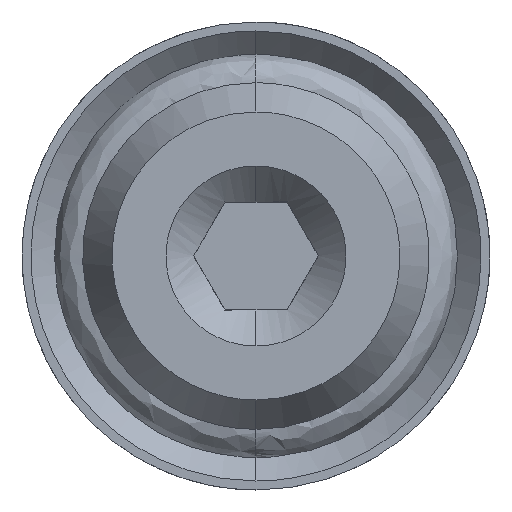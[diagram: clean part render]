
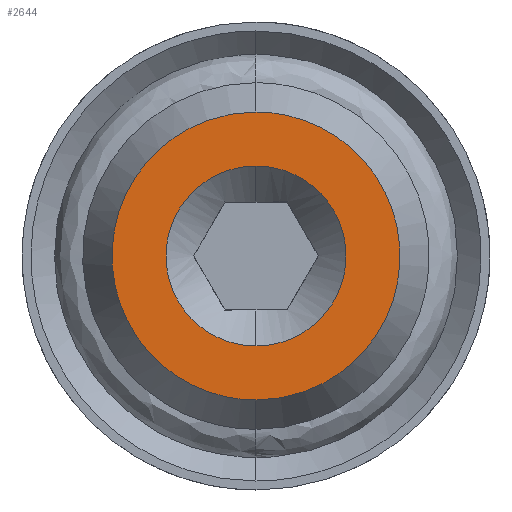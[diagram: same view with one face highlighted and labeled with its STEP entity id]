
A CAD part, front view. The second image highlights one B-rep face of the part: STEP entity #2644.
In plain terms, the highlighted free-form (B-spline) face has degree [1, 1] with [2, 2] control points.
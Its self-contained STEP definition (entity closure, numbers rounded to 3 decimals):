
#19 = B_SPLINE_CURVE_WITH_KNOTS ( 'NONE', 3,
 ( #2095, #1553, #1258, #693, #1829, #2383, #1275, #1561, #3494, #2345, #669, #954, #2141, #1603, #186, #1588, #463, #2706 ),
 .UNSPECIFIED., .F., .F.,
 ( 4, 2, 2, 2, 2, 2, 2, 2, 4 ),
 ( 0., 0.393, 0.785, 1.178, 1.571, 1.963, 2.356, 2.749, 3.142 ),
 .UNSPECIFIED. ) ;
#106 = CARTESIAN_POINT ( 'NONE',  ( 0., 0., 4. ) ) ;
#119 = CARTESIAN_POINT ( 'NONE',  ( 0., 0., -2.5 ) ) ;
#127 = VERTEX_POINT ( 'NONE', #794 ) ;
#174 = EDGE_CURVE ( 'NONE', #2456, #1810, #330, .T. ) ;
#186 = CARTESIAN_POINT ( 'NONE',  ( -1.26, 0., 2.184 ) ) ;
#267 = CARTESIAN_POINT ( 'NONE',  ( 2.184, 0., 1.26 ) ) ;
#299 = ORIENTED_EDGE ( 'NONE', *, *, #174, .T. ) ;
#330 = B_SPLINE_CURVE_WITH_KNOTS ( 'NONE', 3,
 ( #3546, #3296, #830, #3601, #1114, #1688, #267, #2784, #3059, #3325, #3043, #3338, #3615, #1395, #2508, #2227, #545, #1958 ),
 .UNSPECIFIED., .F., .F.,
 ( 4, 2, 2, 2, 2, 2, 2, 2, 4 ),
 ( 0., 0.393, 0.785, 1.178, 1.571, 1.963, 2.356, 2.749, 3.142 ),
 .UNSPECIFIED. ) ;
#422 = CARTESIAN_POINT ( 'NONE',  ( 3.2, 0., -2.457 ) ) ;
#432 = CARTESIAN_POINT ( 'NONE',  ( 0.525, 0., -4. ) ) ;
#463 = CARTESIAN_POINT ( 'NONE',  ( -0.328, 0., 2.5 ) ) ;
#483 = CARTESIAN_POINT ( 'NONE',  ( -4., 0., 0.525 ) ) ;
#545 = CARTESIAN_POINT ( 'NONE',  ( 0.328, 0., -2.5 ) ) ;
#621 = B_SPLINE_CURVE_WITH_KNOTS ( 'NONE', 3,
 ( #1352, #3548, #3541, #3030, #2769, #1885, #2164, #2210, #483, #2729, #1911, #3570, #1607, #3256, #3584, #3292, #1067, #2445 ),
 .UNSPECIFIED., .F., .F.,
 ( 4, 2, 2, 2, 2, 2, 2, 2, 4 ),
 ( 0., 0.393, 0.785, 1.178, 1.571, 1.963, 2.356, 2.749, 3.142 ),
 .UNSPECIFIED. ) ;
#669 = CARTESIAN_POINT ( 'NONE',  ( -2.435, 0., 0.653 ) ) ;
#693 = CARTESIAN_POINT ( 'NONE',  ( -1.26, 0., -2.184 ) ) ;
#720 = CARTESIAN_POINT ( 'NONE',  ( 3.897, 0., 1.045 ) ) ;
#794 = CARTESIAN_POINT ( 'NONE',  ( 0., 0., -4. ) ) ;
#830 = CARTESIAN_POINT ( 'NONE',  ( 0.653, 0., 2.435 ) ) ;
#954 = CARTESIAN_POINT ( 'NONE',  ( -2.184, 0., 1.26 ) ) ;
#994 = CARTESIAN_POINT ( 'NONE',  ( 2.457, 0., 3.2 ) ) ;
#1002 = CARTESIAN_POINT ( 'NONE',  ( 2.016, 0., -3.494 ) ) ;
#1067 = CARTESIAN_POINT ( 'NONE',  ( -0.525, 0., -4. ) ) ;
#1114 = CARTESIAN_POINT ( 'NONE',  ( 1.536, 0., 2. ) ) ;
#1247 = VERTEX_POINT ( 'NONE', #3202 ) ;
#1249 = CARTESIAN_POINT ( 'NONE',  ( 2.457, 0., -3.2 ) ) ;
#1258 = CARTESIAN_POINT ( 'NONE',  ( -0.653, 0., -2.435 ) ) ;
#1272 = CARTESIAN_POINT ( 'NONE',  ( 0.525, 0., 4. ) ) ;
#1275 = CARTESIAN_POINT ( 'NONE',  ( -2.184, 0., -1.26 ) ) ;
#1317 = FACE_BOUND ( 'NONE', #2376, .T. ) ;
#1352 = CARTESIAN_POINT ( 'NONE',  ( 0., 0., 4. ) ) ;
#1395 = CARTESIAN_POINT ( 'NONE',  ( 1.536, 0., -2. ) ) ;
#1503 = FACE_OUTER_BOUND ( 'NONE', #1809, .T. ) ;
#1535 = CARTESIAN_POINT ( 'NONE',  ( 3.494, 0., -2.016 ) ) ;
#1553 = CARTESIAN_POINT ( 'NONE',  ( -0.328, 0., -2.5 ) ) ;
#1557 = CARTESIAN_POINT ( 'NONE',  ( 1.045, 0., 3.897 ) ) ;
#1561 = CARTESIAN_POINT ( 'NONE',  ( -2.435, 0., -0.653 ) ) ;
#1588 = CARTESIAN_POINT ( 'NONE',  ( -0.653, 0., 2.435 ) ) ;
#1603 = CARTESIAN_POINT ( 'NONE',  ( -1.536, 0., 2. ) ) ;
#1607 = CARTESIAN_POINT ( 'NONE',  ( -3.2, 0., -2.457 ) ) ;
#1618 = CARTESIAN_POINT ( 'NONE',  ( 0., 0., 2.5 ) ) ;
#1688 = CARTESIAN_POINT ( 'NONE',  ( 2., 0., 1.536 ) ) ;
#1805 = CARTESIAN_POINT ( 'NONE',  ( 0., 0., -4. ) ) ;
#1809 = EDGE_LOOP ( 'NONE', ( #2851, #3272 ) ) ;
#1810 = VERTEX_POINT ( 'NONE', #119 ) ;
#1826 = CARTESIAN_POINT ( 'NONE',  ( 4., 0., -0.525 ) ) ;
#1829 = CARTESIAN_POINT ( 'NONE',  ( -1.536, 0., -2. ) ) ;
#1885 = CARTESIAN_POINT ( 'NONE',  ( -3.2, 0., 2.457 ) ) ;
#1911 = CARTESIAN_POINT ( 'NONE',  ( -3.897, 0., -1.045 ) ) ;
#1958 = CARTESIAN_POINT ( 'NONE',  ( 0., 0., -2.5 ) ) ;
#2095 = CARTESIAN_POINT ( 'NONE',  ( 0., 0., -2.5 ) ) ;
#2141 = CARTESIAN_POINT ( 'NONE',  ( -2., 0., 1.536 ) ) ;
#2164 = CARTESIAN_POINT ( 'NONE',  ( -3.494, 0., 2.016 ) ) ;
#2210 = CARTESIAN_POINT ( 'NONE',  ( -3.897, 0., 1.045 ) ) ;
#2227 = CARTESIAN_POINT ( 'NONE',  ( 0.653, 0., -2.435 ) ) ;
#2345 = CARTESIAN_POINT ( 'NONE',  ( -2.5, 0., 0.328 ) ) ;
#2369 = EDGE_CURVE ( 'NONE', #1247, #127, #621, .T. ) ;
#2376 = EDGE_LOOP ( 'NONE', ( #299, #3051 ) ) ;
#2383 = CARTESIAN_POINT ( 'NONE',  ( -2., 0., -1.536 ) ) ;
#2397 = CARTESIAN_POINT ( 'NONE',  ( 3.897, 0., -1.045 ) ) ;
#2445 = CARTESIAN_POINT ( 'NONE',  ( 0., 0., -4. ) ) ;
#2456 = VERTEX_POINT ( 'NONE', #1618 ) ;
#2508 = CARTESIAN_POINT ( 'NONE',  ( 1.26, 0., -2.184 ) ) ;
#2542 = EDGE_CURVE ( 'NONE', #127, #1247, #3123, .T. ) ;
#2644 = ADVANCED_FACE ( 'NONE', ( #1317, #1503 ), #3083, .T. ) ;
#2706 = CARTESIAN_POINT ( 'NONE',  ( 0., 0., 2.5 ) ) ;
#2729 = CARTESIAN_POINT ( 'NONE',  ( -4., 0., -0.525 ) ) ;
#2769 = CARTESIAN_POINT ( 'NONE',  ( -2.457, 0., 3.2 ) ) ;
#2784 = CARTESIAN_POINT ( 'NONE',  ( 2.435, 0., 0.653 ) ) ;
#2851 = ORIENTED_EDGE ( 'NONE', *, *, #2369, .T. ) ;
#2929 = CARTESIAN_POINT ( 'NONE',  ( -4.048, 0., 4.048 ) ) ;
#2940 = CARTESIAN_POINT ( 'NONE',  ( 3.494, 0., 2.016 ) ) ;
#2951 = CARTESIAN_POINT ( 'NONE',  ( 3.2, 0., 2.457 ) ) ;
#3030 = CARTESIAN_POINT ( 'NONE',  ( -2.016, 0., 3.494 ) ) ;
#3043 = CARTESIAN_POINT ( 'NONE',  ( 2.435, 0., -0.653 ) ) ;
#3051 = ORIENTED_EDGE ( 'NONE', *, *, #3383, .T. ) ;
#3059 = CARTESIAN_POINT ( 'NONE',  ( 2.5, 0., 0.328 ) ) ;
#3083 = B_SPLINE_SURFACE_WITH_KNOTS ( 'NONE', 1, 1, ( 
 ( #2929, #3257 ),
 ( #3269, #3549 ) ),
 .UNSPECIFIED., .F., .F., .F.,
 ( 2, 2 ),
 ( 2, 2 ),
 ( 0., 1. ),
 ( 0., 1. ),
 .UNSPECIFIED. ) ;
#3123 = B_SPLINE_CURVE_WITH_KNOTS ( 'NONE', 3,
 ( #1805, #432, #3193, #1002, #1249, #422, #1535, #2397, #1826, #3211, #720, #2940, #2951, #994, #3203, #1557, #1272, #106 ),
 .UNSPECIFIED., .F., .F.,
 ( 4, 2, 2, 2, 2, 2, 2, 2, 4 ),
 ( 0., 0.393, 0.785, 1.178, 1.571, 1.963, 2.356, 2.749, 3.142 ),
 .UNSPECIFIED. ) ;
#3193 = CARTESIAN_POINT ( 'NONE',  ( 1.045, 0., -3.897 ) ) ;
#3202 = CARTESIAN_POINT ( 'NONE',  ( 0., 0., 4. ) ) ;
#3203 = CARTESIAN_POINT ( 'NONE',  ( 2.016, 0., 3.494 ) ) ;
#3211 = CARTESIAN_POINT ( 'NONE',  ( 4., 0., 0.525 ) ) ;
#3256 = CARTESIAN_POINT ( 'NONE',  ( -2.457, 0., -3.2 ) ) ;
#3257 = CARTESIAN_POINT ( 'NONE',  ( 4.048, 0., 4.048 ) ) ;
#3269 = CARTESIAN_POINT ( 'NONE',  ( -4.048, 0., -4.048 ) ) ;
#3272 = ORIENTED_EDGE ( 'NONE', *, *, #2542, .T. ) ;
#3292 = CARTESIAN_POINT ( 'NONE',  ( -1.045, 0., -3.897 ) ) ;
#3296 = CARTESIAN_POINT ( 'NONE',  ( 0.328, 0., 2.5 ) ) ;
#3325 = CARTESIAN_POINT ( 'NONE',  ( 2.5, 0., -0.328 ) ) ;
#3338 = CARTESIAN_POINT ( 'NONE',  ( 2.184, 0., -1.26 ) ) ;
#3383 = EDGE_CURVE ( 'NONE', #1810, #2456, #19, .T. ) ;
#3494 = CARTESIAN_POINT ( 'NONE',  ( -2.5, 0., -0.328 ) ) ;
#3541 = CARTESIAN_POINT ( 'NONE',  ( -1.045, 0., 3.897 ) ) ;
#3546 = CARTESIAN_POINT ( 'NONE',  ( 0., 0., 2.5 ) ) ;
#3548 = CARTESIAN_POINT ( 'NONE',  ( -0.525, 0., 4. ) ) ;
#3549 = CARTESIAN_POINT ( 'NONE',  ( 4.048, 0., -4.048 ) ) ;
#3570 = CARTESIAN_POINT ( 'NONE',  ( -3.494, 0., -2.016 ) ) ;
#3584 = CARTESIAN_POINT ( 'NONE',  ( -2.016, 0., -3.494 ) ) ;
#3601 = CARTESIAN_POINT ( 'NONE',  ( 1.26, 0., 2.184 ) ) ;
#3615 = CARTESIAN_POINT ( 'NONE',  ( 2., 0., -1.536 ) ) ;
